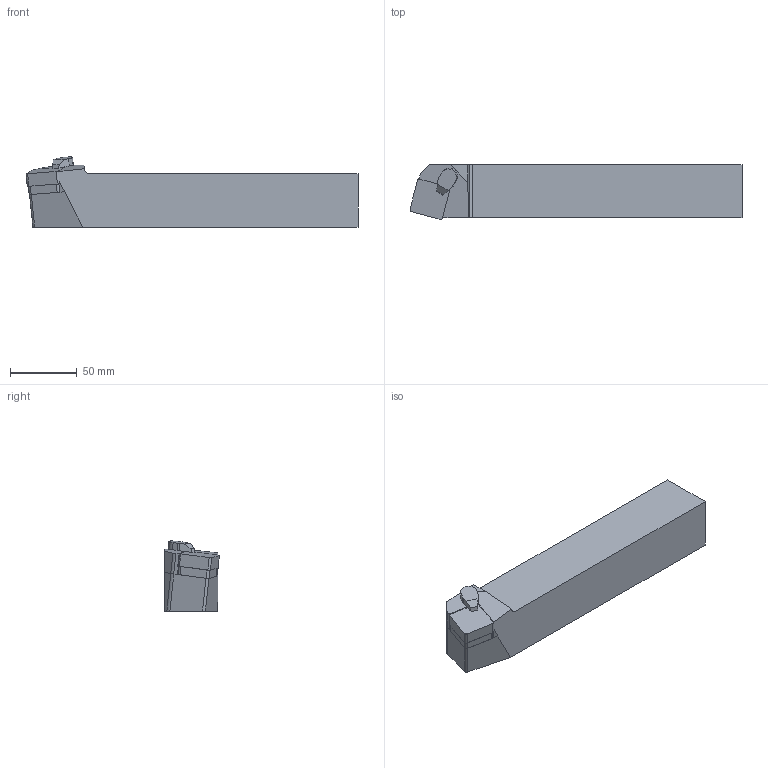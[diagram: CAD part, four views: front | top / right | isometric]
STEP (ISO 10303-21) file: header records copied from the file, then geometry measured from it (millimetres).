
FILE_DESCRIPTION(/* description */ (''),/* implementation_level */ '2;1');
FILE_NAME(/* name */ 'PSBNR-4040-S25C.stp',/* time_stamp */ '2023-09-28T16:46:03+03:00',/* author */ (''),/* organization */ (''),/* preprocessor_version */ 'ST-DEVELOPER v19.4',/* originating_system */ 'SIEMENS PLM Software NX2306.3001',/* authorisation */ '');
FILE_SCHEMA (('AUTOMOTIVE_DESIGN { 1 0 10303 214 3 1 1 1 }'));
Length unit declared in the file: millimetre
Products named in the file (1): PSBNR-4040-S25C
Bounding box: 249.65 x 41.19 x 52.75 mm (x, y, z)
Volume: 392227.6 mm3; surface area: 45070.6 mm2
Topology: 2 solids, 2 shells, 63 faces, 168 edges, 109 vertices
Faces by surface type: plane 45, cylinder 16, cone 2
Entity records: 2102 total; most frequent: CARTESIAN_POINT 353, ORIENTED_EDGE 344, DIRECTION 340, EDGE_CURVE 172, LINE 132, VECTOR 132, VERTEX_POINT 117, AXIS2_PLACEMENT_3D 104
